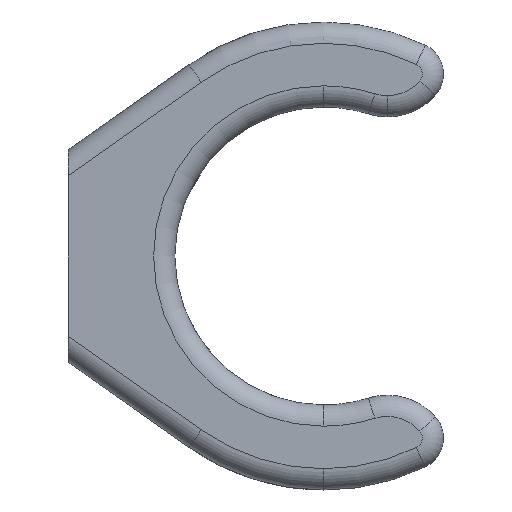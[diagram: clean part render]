
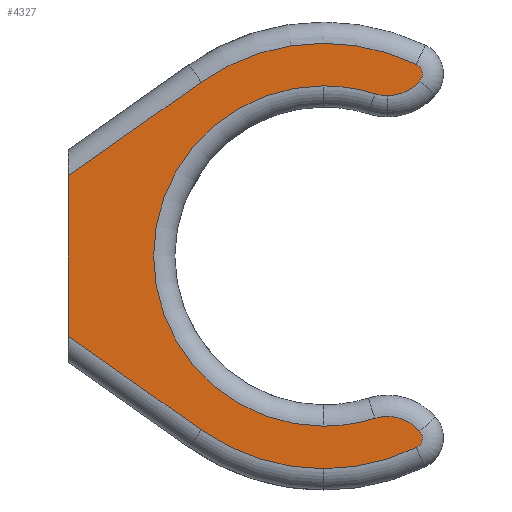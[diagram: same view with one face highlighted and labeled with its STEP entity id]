
A CAD part, front view. The second image highlights one B-rep face of the part: STEP entity #4327.
In plain terms, the highlighted planar face has unit normal (0, -1, 0).
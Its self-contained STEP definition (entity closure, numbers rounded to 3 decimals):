
#26 = ORIENTED_EDGE ( 'NONE', *, *, #7493, .T. ) ;
#36 = LINE ( 'NONE', #6064, #6328 ) ;
#57 = CIRCLE ( 'NONE', #6470, 10. ) ;
#207 = DIRECTION ( 'NONE',  ( 0., -1., 0. ) ) ;
#230 = CARTESIAN_POINT ( 'NONE',  ( 24.029, -56.8, 13.555 ) ) ;
#239 = CARTESIAN_POINT ( 'NONE',  ( 13.803, -56.8, 12.938 ) ) ;
#331 = EDGE_CURVE ( 'NONE', #1174, #4595, #5651, .T. ) ;
#340 = CARTESIAN_POINT ( 'NONE',  ( 22.298, -56.8, 12.632 ) ) ;
#347 = CARTESIAN_POINT ( 'NONE',  ( 22.898, -56.8, -4.539 ) ) ;
#490 = EDGE_CURVE ( 'NONE', #7129, #2212, #5406, .T. ) ;
#544 = CIRCLE ( 'NONE', #3438, 8. ) ;
#548 = PLANE ( 'NONE',  #5599 ) ;
#552 = EDGE_CURVE ( 'NONE', #4466, #727, #863, .T. ) ;
#727 = VERTEX_POINT ( 'NONE', #6563 ) ;
#779 = CIRCLE ( 'NONE', #6185, 8. ) ;
#825 = DIRECTION ( 'NONE',  ( 0., -1., 0. ) ) ;
#863 = CIRCLE ( 'NONE', #2999, 2. ) ;
#943 = DIRECTION ( 'NONE',  ( 0., 0., -1. ) ) ;
#996 = ORIENTED_EDGE ( 'NONE', *, *, #7706, .T. ) ;
#1032 = AXIS2_PLACEMENT_3D ( 'NONE', #6189, #207, #6761 ) ;
#1090 = CARTESIAN_POINT ( 'NONE',  ( 19.398, -56.8, 5. ) ) ;
#1100 = DIRECTION ( 'NONE',  ( 0., 0., -1. ) ) ;
#1174 = VERTEX_POINT ( 'NONE', #7449 ) ;
#1185 = CIRCLE ( 'NONE', #7468, 2. ) ;
#1219 = CARTESIAN_POINT ( 'NONE',  ( 7.898, -56.8, 8.777 ) ) ;
#1245 = VERTEX_POINT ( 'NONE', #6201 ) ;
#1500 = DIRECTION ( 'NONE',  ( 0., -1., 0. ) ) ;
#1604 = DIRECTION ( 'NONE',  ( 0., -1., 0. ) ) ;
#1757 = VERTEX_POINT ( 'NONE', #1219 ) ;
#1781 = CARTESIAN_POINT ( 'NONE',  ( 24.247, -56.8, 14.005 ) ) ;
#1860 = EDGE_CURVE ( 'NONE', #1757, #1245, #3931, .T. ) ;
#1954 = EDGE_LOOP ( 'NONE', ( #996, #2220, #5924, #2087, #4663, #7104, #7463, #7637, #2793, #26, #6714, #4329, #6268, #3025 ) ) ;
#2034 = DIRECTION ( 'NONE',  ( 0., 1., 0. ) ) ;
#2087 = ORIENTED_EDGE ( 'NONE', *, *, #7370, .T. ) ;
#2107 = EDGE_CURVE ( 'NONE', #7128, #7129, #6047, .T. ) ;
#2138 = VECTOR ( 'NONE', #7498, 1000. ) ;
#2145 = DIRECTION ( 'NONE',  ( 0., 0., -1. ) ) ;
#2177 = CIRCLE ( 'NONE', #4702, 10. ) ;
#2212 = VERTEX_POINT ( 'NONE', #1781 ) ;
#2220 = ORIENTED_EDGE ( 'NONE', *, *, #2702, .T. ) ;
#2386 = DIRECTION ( 'NONE',  ( 0., 0., -1. ) ) ;
#2437 = DIRECTION ( 'NONE',  ( 0.817, 0., -0.576 ) ) ;
#2444 = CARTESIAN_POINT ( 'NONE',  ( 7.898, -56.8, 5. ) ) ;
#2702 = EDGE_CURVE ( 'NONE', #4111, #1757, #3229, .T. ) ;
#2793 = ORIENTED_EDGE ( 'NONE', *, *, #3094, .T. ) ;
#2795 = DIRECTION ( 'NONE',  ( 0., -1., 0. ) ) ;
#2842 = EDGE_CURVE ( 'NONE', #4563, #4466, #6313, .T. ) ;
#2974 = VERTEX_POINT ( 'NONE', #7771 ) ;
#2978 = CARTESIAN_POINT ( 'NONE',  ( 19.898, -56.8, -3. ) ) ;
#2999 = AXIS2_PLACEMENT_3D ( 'NONE', #347, #1604, #7029 ) ;
#3025 = ORIENTED_EDGE ( 'NONE', *, *, #490, .T. ) ;
#3039 = CARTESIAN_POINT ( 'NONE',  ( 19.898, -56.8, -5. ) ) ;
#3054 = CIRCLE ( 'NONE', #3177, 10. ) ;
#3094 = EDGE_CURVE ( 'NONE', #727, #5339, #779, .T. ) ;
#3176 = CARTESIAN_POINT ( 'NONE',  ( 24.247, -56.8, -4.005 ) ) ;
#3177 = AXIS2_PLACEMENT_3D ( 'NONE', #6848, #1500, #1100 ) ;
#3222 = DIRECTION ( 'NONE',  ( 0., 0., -1. ) ) ;
#3229 = LINE ( 'NONE', #239, #5564 ) ;
#3254 = AXIS2_PLACEMENT_3D ( 'NONE', #5398, #3664, #7311 ) ;
#3292 = DIRECTION ( 'NONE',  ( 0., 0., -1. ) ) ;
#3307 = DIRECTION ( 'NONE',  ( 0., 0., -1. ) ) ;
#3438 = AXIS2_PLACEMENT_3D ( 'NONE', #5032, #2034, #943 ) ;
#3452 = DIRECTION ( 'NONE',  ( 0., -1., 0. ) ) ;
#3664 = DIRECTION ( 'NONE',  ( 0., 1., 0. ) ) ;
#3735 = CARTESIAN_POINT ( 'NONE',  ( 24.406, -56.8, -3.226 ) ) ;
#3918 = EDGE_CURVE ( 'NONE', #4778, #4563, #3054, .T. ) ;
#3931 = LINE ( 'NONE', #2444, #2138 ) ;
#4111 = VERTEX_POINT ( 'NONE', #5672 ) ;
#4250 = EDGE_CURVE ( 'NONE', #2974, #4778, #57, .T. ) ;
#4275 = EDGE_CURVE ( 'NONE', #4595, #7128, #1185, .T. ) ;
#4327 = ADVANCED_FACE ( 'NONE', ( #6518 ), #548, .T. ) ;
#4329 = ORIENTED_EDGE ( 'NONE', *, *, #4275, .T. ) ;
#4466 = VERTEX_POINT ( 'NONE', #3735 ) ;
#4563 = VERTEX_POINT ( 'NONE', #3176 ) ;
#4595 = VERTEX_POINT ( 'NONE', #340 ) ;
#4607 = CARTESIAN_POINT ( 'NONE',  ( 22.898, -56.8, 14.539 ) ) ;
#4662 = AXIS2_PLACEMENT_3D ( 'NONE', #7531, #3452, #2145 ) ;
#4663 = ORIENTED_EDGE ( 'NONE', *, *, #4250, .T. ) ;
#4702 = AXIS2_PLACEMENT_3D ( 'NONE', #6096, #7760, #5470 ) ;
#4778 = VERTEX_POINT ( 'NONE', #3039 ) ;
#5032 = CARTESIAN_POINT ( 'NONE',  ( 19.898, -56.8, 5. ) ) ;
#5086 = DIRECTION ( 'NONE',  ( -0.817, 0., -0.576 ) ) ;
#5139 = DIRECTION ( 'NONE',  ( 0., 1., 0. ) ) ;
#5339 = VERTEX_POINT ( 'NONE', #2978 ) ;
#5398 = CARTESIAN_POINT ( 'NONE',  ( 19.898, -56.8, 5. ) ) ;
#5406 = CIRCLE ( 'NONE', #5780, 0.5 ) ;
#5470 = DIRECTION ( 'NONE',  ( 0., 0., -1. ) ) ;
#5564 = VECTOR ( 'NONE', #5086, 1000. ) ;
#5599 = AXIS2_PLACEMENT_3D ( 'NONE', #1090, #7730, #2386 ) ;
#5651 = CIRCLE ( 'NONE', #3254, 8. ) ;
#5672 = CARTESIAN_POINT ( 'NONE',  ( 14.137, -56.8, 13.174 ) ) ;
#5740 = CARTESIAN_POINT ( 'NONE',  ( 19.898, -56.8, 5. ) ) ;
#5780 = AXIS2_PLACEMENT_3D ( 'NONE', #230, #825, #3222 ) ;
#5792 = CARTESIAN_POINT ( 'NONE',  ( 24.406, -56.8, 13.226 ) ) ;
#5924 = ORIENTED_EDGE ( 'NONE', *, *, #1860, .T. ) ;
#6047 = CIRCLE ( 'NONE', #4662, 2. ) ;
#6064 = CARTESIAN_POINT ( 'NONE',  ( 14.137, -56.8, -3.174 ) ) ;
#6096 = CARTESIAN_POINT ( 'NONE',  ( 19.898, -56.8, 5. ) ) ;
#6185 = AXIS2_PLACEMENT_3D ( 'NONE', #5740, #5139, #3292 ) ;
#6189 = CARTESIAN_POINT ( 'NONE',  ( 24.029, -56.8, -3.555 ) ) ;
#6201 = CARTESIAN_POINT ( 'NONE',  ( 7.898, -56.8, 1.223 ) ) ;
#6268 = ORIENTED_EDGE ( 'NONE', *, *, #2107, .T. ) ;
#6313 = CIRCLE ( 'NONE', #1032, 0.5 ) ;
#6328 = VECTOR ( 'NONE', #2437, 1000. ) ;
#6409 = DIRECTION ( 'NONE',  ( 0., -1., 0. ) ) ;
#6470 = AXIS2_PLACEMENT_3D ( 'NONE', #7620, #2795, #3307 ) ;
#6518 = FACE_OUTER_BOUND ( 'NONE', #1954, .T. ) ;
#6563 = CARTESIAN_POINT ( 'NONE',  ( 22.298, -56.8, -2.632 ) ) ;
#6714 = ORIENTED_EDGE ( 'NONE', *, *, #331, .T. ) ;
#6761 = DIRECTION ( 'NONE',  ( 0., 0., -1. ) ) ;
#6848 = CARTESIAN_POINT ( 'NONE',  ( 19.898, -56.8, 5. ) ) ;
#6995 = DIRECTION ( 'NONE',  ( 0., 0., -1. ) ) ;
#7029 = DIRECTION ( 'NONE',  ( 0., 0., -1. ) ) ;
#7104 = ORIENTED_EDGE ( 'NONE', *, *, #3918, .T. ) ;
#7128 = VERTEX_POINT ( 'NONE', #7549 ) ;
#7129 = VERTEX_POINT ( 'NONE', #5792 ) ;
#7311 = DIRECTION ( 'NONE',  ( 0., 0., -1. ) ) ;
#7370 = EDGE_CURVE ( 'NONE', #1245, #2974, #36, .T. ) ;
#7449 = CARTESIAN_POINT ( 'NONE',  ( 19.898, -56.8, 13. ) ) ;
#7463 = ORIENTED_EDGE ( 'NONE', *, *, #2842, .T. ) ;
#7468 = AXIS2_PLACEMENT_3D ( 'NONE', #4607, #6409, #6995 ) ;
#7493 = EDGE_CURVE ( 'NONE', #5339, #1174, #544, .T. ) ;
#7498 = DIRECTION ( 'NONE',  ( 0., 0., -1. ) ) ;
#7531 = CARTESIAN_POINT ( 'NONE',  ( 22.898, -56.8, 14.539 ) ) ;
#7549 = CARTESIAN_POINT ( 'NONE',  ( 22.898, -56.8, 12.539 ) ) ;
#7620 = CARTESIAN_POINT ( 'NONE',  ( 19.898, -56.8, 5. ) ) ;
#7637 = ORIENTED_EDGE ( 'NONE', *, *, #552, .T. ) ;
#7706 = EDGE_CURVE ( 'NONE', #2212, #4111, #2177, .T. ) ;
#7730 = DIRECTION ( 'NONE',  ( 0., -1., 0. ) ) ;
#7760 = DIRECTION ( 'NONE',  ( 0., -1., 0. ) ) ;
#7771 = CARTESIAN_POINT ( 'NONE',  ( 14.137, -56.8, -3.174 ) ) ;
